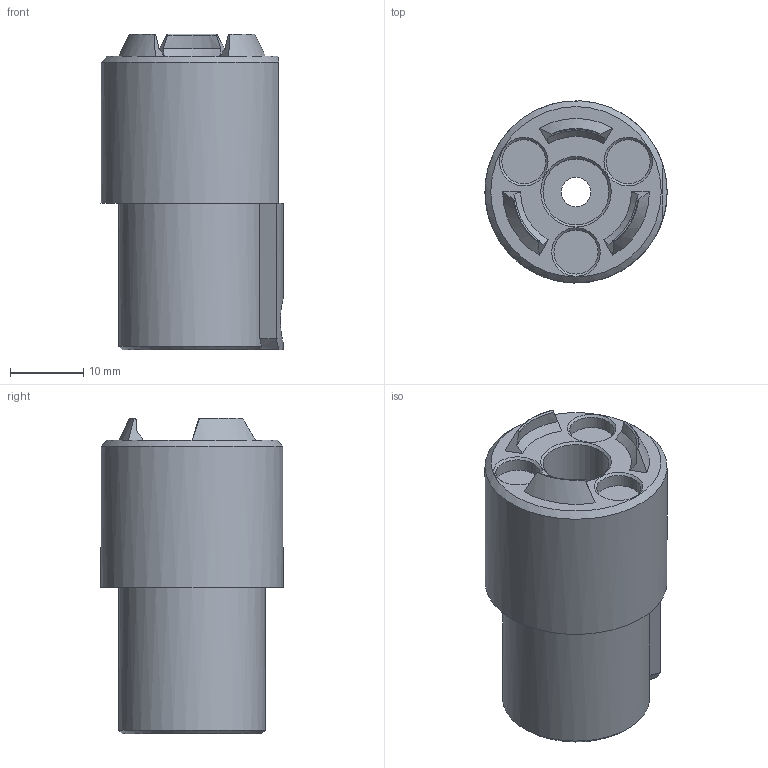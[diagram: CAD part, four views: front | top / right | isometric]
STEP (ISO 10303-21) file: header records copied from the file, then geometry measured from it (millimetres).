
FILE_DESCRIPTION(('FreeCAD Model'),'2;1');
FILE_NAME('Open CASCADE Shape Model','2025-06-05T20:34:12',(''),(''), 'Open CASCADE STEP processor 7.6','FreeCAD','Unknown');
FILE_SCHEMA(('AP242_MANAGED_MODEL_BASED_3D_ENGINEERING_MIM_LF. {1 0 10303 442 1 1 4 }'));
Length unit declared in the file: millimetre
Products named in the file (8): Grapple End; Body; LCS_1; LCS_2; Laser_Mount; Magnet_1; Magnet_2; Magnet_3
Assembly tree (7 placements, depth 2):
  Grapple End
    Body
    LCS_1
    LCS_2
    Laser_Mount
    Magnet_1
    Magnet_2
    Magnet_3
Bounding box: 24.8 x 24.79 x 43 mm (x, y, z)
Volume: 11657.8 mm3; surface area: 5287.5 mm2
Topology: 1 solids, 1 shells, 59 faces, 144 edges, 92 vertices
Faces by surface type: bspline 27, plane 15, cylinder 10, cone 7
Full cylindrical faces by diameter (mm): 4 x2, 6 x3, 9 x1, 18 x1
Entity records: 4224 total; most frequent: CARTESIAN_POINT 2866, ORIENTED_EDGE 288, DIRECTION 197, EDGE_CURVE 144, VERTEX_POINT 92, AXIS2_PLACEMENT_3D 79, FACE_BOUND 68, EDGE_LOOP 68
